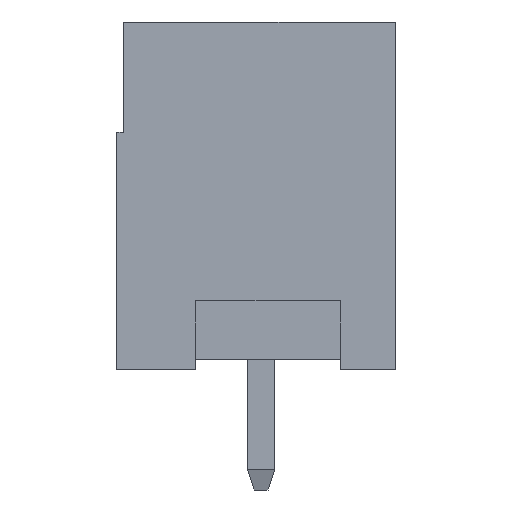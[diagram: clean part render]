
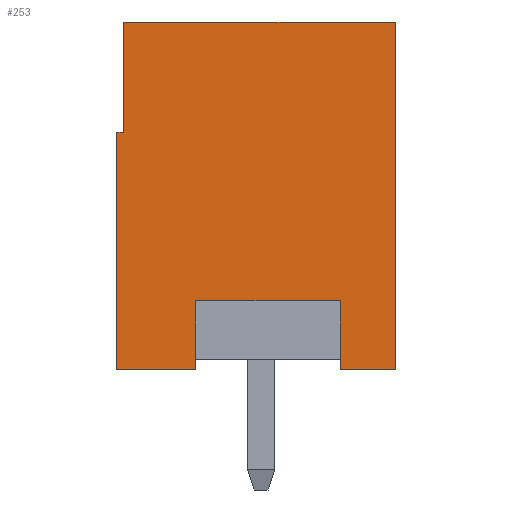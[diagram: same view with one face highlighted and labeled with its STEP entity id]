
A CAD part, left-side view. The second image highlights one B-rep face of the part: STEP entity #253.
In plain terms, the highlighted planar face has unit normal (-1, 0, 0).
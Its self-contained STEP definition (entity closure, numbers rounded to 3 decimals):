
#253 = ADVANCED_FACE( '', ( #592 ), #593, .T. );
#592 = FACE_OUTER_BOUND( '', #1039, .T. );
#593 = PLANE( '', #1040 );
#1039 = EDGE_LOOP( '', ( #1585, #1586, #1587, #1588, #1589, #1590, #1591, #1592, #1593, #1594 ) );
#1040 = AXIS2_PLACEMENT_3D( '', #1595, #1596, #1597 );
#1585 = ORIENTED_EDGE( '', *, *, #2833, .T. );
#1586 = ORIENTED_EDGE( '', *, *, #2834, .T. );
#1587 = ORIENTED_EDGE( '', *, *, #2835, .T. );
#1588 = ORIENTED_EDGE( '', *, *, #2836, .T. );
#1589 = ORIENTED_EDGE( '', *, *, #2837, .T. );
#1590 = ORIENTED_EDGE( '', *, *, #2838, .T. );
#1591 = ORIENTED_EDGE( '', *, *, #2839, .T. );
#1592 = ORIENTED_EDGE( '', *, *, #2840, .F. );
#1593 = ORIENTED_EDGE( '', *, *, #2841, .F. );
#1594 = ORIENTED_EDGE( '', *, *, #2842, .T. );
#1595 = CARTESIAN_POINT( '', ( -3.5, 0., 0. ) );
#1596 = DIRECTION( '', ( -1., 0., 0. ) );
#1597 = DIRECTION( '', ( 0., 0., 1. ) );
#2833 = EDGE_CURVE( '', #3425, #3426, #3427, .T. );
#2834 = EDGE_CURVE( '', #3426, #3428, #3429, .T. );
#2835 = EDGE_CURVE( '', #3428, #3430, #3431, .T. );
#2836 = EDGE_CURVE( '', #3430, #3432, #3433, .T. );
#2837 = EDGE_CURVE( '', #3432, #3434, #3435, .T. );
#2838 = EDGE_CURVE( '', #3434, #3436, #3437, .T. );
#2839 = EDGE_CURVE( '', #3436, #3438, #3439, .T. );
#2840 = EDGE_CURVE( '', #3440, #3438, #3441, .T. );
#2841 = EDGE_CURVE( '', #3442, #3440, #3443, .T. );
#2842 = EDGE_CURVE( '', #3442, #3425, #3444, .T. );
#3425 = VERTEX_POINT( '', #4272 );
#3426 = VERTEX_POINT( '', #4273 );
#3427 = LINE( '', #4274, #4275 );
#3428 = VERTEX_POINT( '', #4276 );
#3429 = LINE( '', #4277, #4278 );
#3430 = VERTEX_POINT( '', #4279 );
#3431 = LINE( '', #4280, #4281 );
#3432 = VERTEX_POINT( '', #4282 );
#3433 = LINE( '', #4283, #4284 );
#3434 = VERTEX_POINT( '', #4285 );
#3435 = LINE( '', #4286, #4287 );
#3436 = VERTEX_POINT( '', #4288 );
#3437 = LINE( '', #4289, #4290 );
#3438 = VERTEX_POINT( '', #4291 );
#3439 = LINE( '', #4292, #4293 );
#3440 = VERTEX_POINT( '', #4294 );
#3441 = LINE( '', #4295, #4296 );
#3442 = VERTEX_POINT( '', #4297 );
#3443 = LINE( '', #4298, #4299 );
#3444 = LINE( '', #4300, #4301 );
#4272 = CARTESIAN_POINT( '', ( -3.5, 4.05, -5.05 ) );
#4273 = CARTESIAN_POINT( '', ( -3.5, 1.75, -5.05 ) );
#4274 = CARTESIAN_POINT( '', ( -3.5, 4.05, -5.05 ) );
#4275 = VECTOR( '', #5227, 1000. );
#4276 = CARTESIAN_POINT( '', ( -3.5, 1.75, -3.05 ) );
#4277 = CARTESIAN_POINT( '', ( -3.5, 1.75, -5.05 ) );
#4278 = VECTOR( '', #5228, 1000. );
#4279 = CARTESIAN_POINT( '', ( -3.5, -2.45, -3.05 ) );
#4280 = CARTESIAN_POINT( '', ( -3.5, 1.75, -3.05 ) );
#4281 = VECTOR( '', #5229, 1000. );
#4282 = CARTESIAN_POINT( '', ( -3.5, -2.45, -5.05 ) );
#4283 = CARTESIAN_POINT( '', ( -3.5, -2.45, -3.05 ) );
#4284 = VECTOR( '', #5230, 1000. );
#4285 = CARTESIAN_POINT( '', ( -3.5, -4.05, -5.05 ) );
#4286 = CARTESIAN_POINT( '', ( -3.5, 4.05, -5.05 ) );
#4287 = VECTOR( '', #5231, 1000. );
#4288 = CARTESIAN_POINT( '', ( -3.5, -4.05, 5.05 ) );
#4289 = CARTESIAN_POINT( '', ( -3.5, -4.05, -5.05 ) );
#4290 = VECTOR( '', #5232, 1000. );
#4291 = CARTESIAN_POINT( '', ( -3.5, 3.85, 5.05 ) );
#4292 = CARTESIAN_POINT( '', ( -3.5, -4.05, 5.05 ) );
#4293 = VECTOR( '', #5233, 1000. );
#4294 = CARTESIAN_POINT( '', ( -3.5, 3.85, 1.85 ) );
#4295 = CARTESIAN_POINT( '', ( -3.5, 3.85, 0. ) );
#4296 = VECTOR( '', #5234, 1000. );
#4297 = CARTESIAN_POINT( '', ( -3.5, 4.05, 1.85 ) );
#4298 = CARTESIAN_POINT( '', ( -3.5, 0., 1.85 ) );
#4299 = VECTOR( '', #5235, 1000. );
#4300 = CARTESIAN_POINT( '', ( -3.5, 4.05, 5.05 ) );
#4301 = VECTOR( '', #5236, 1000. );
#5227 = DIRECTION( '', ( 0., -1., 0. ) );
#5228 = DIRECTION( '', ( 0., 0., 1. ) );
#5229 = DIRECTION( '', ( 0., -1., 0. ) );
#5230 = DIRECTION( '', ( 0., 0., -1. ) );
#5231 = DIRECTION( '', ( 0., -1., 0. ) );
#5232 = DIRECTION( '', ( 0., 0., 1. ) );
#5233 = DIRECTION( '', ( 0., 1., 0. ) );
#5234 = DIRECTION( '', ( 0., 0., 1. ) );
#5235 = DIRECTION( '', ( 0., -1., 0. ) );
#5236 = DIRECTION( '', ( 0., 0., -1. ) );
